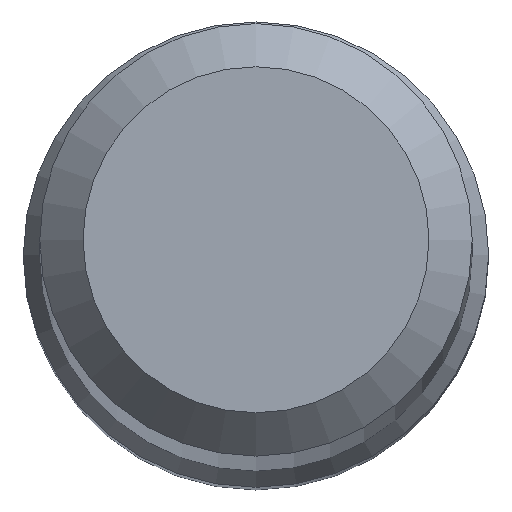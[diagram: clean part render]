
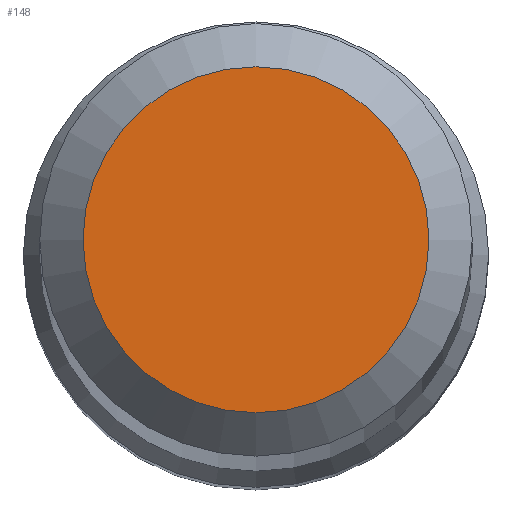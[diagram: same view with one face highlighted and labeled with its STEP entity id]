
A CAD part, top view. The second image highlights one B-rep face of the part: STEP entity #148.
In plain terms, the highlighted planar face has unit normal (0, 0, 1).
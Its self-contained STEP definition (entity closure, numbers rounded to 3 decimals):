
#5 = ORIENTED_EDGE ( 'NONE', *, *, #186, .F. ) ;
#19 = DIRECTION ( 'NONE',  ( 0., 0., -1. ) ) ;
#32 = PLANE ( 'NONE',  #138 ) ;
#34 = AXIS2_PLACEMENT_3D ( 'NONE', #120, #19, #172 ) ;
#91 = EDGE_LOOP ( 'NONE', ( #5 ) ) ;
#105 = CARTESIAN_POINT ( 'NONE',  ( 0., 0., 70. ) ) ;
#113 = DIRECTION ( 'NONE',  ( 0., 0., 1. ) ) ;
#120 = CARTESIAN_POINT ( 'NONE',  ( 0., 0., 70. ) ) ;
#138 = AXIS2_PLACEMENT_3D ( 'NONE', #105, #113, #233 ) ;
#148 = ADVANCED_FACE ( 'NONE', ( #165 ), #32, .T. ) ;
#157 = CIRCLE ( 'NONE', #34, 1.2 ) ;
#165 = FACE_OUTER_BOUND ( 'NONE', #91, .T. ) ;
#172 = DIRECTION ( 'NONE',  ( 0., 1., 0. ) ) ;
#185 = VERTEX_POINT ( 'NONE', #239 ) ;
#186 = EDGE_CURVE ( 'NONE', #185, #185, #157, .T. ) ;
#233 = DIRECTION ( 'NONE',  ( 0., -1., 0. ) ) ;
#239 = CARTESIAN_POINT ( 'NONE',  ( 0., 1.2, 70. ) ) ;
